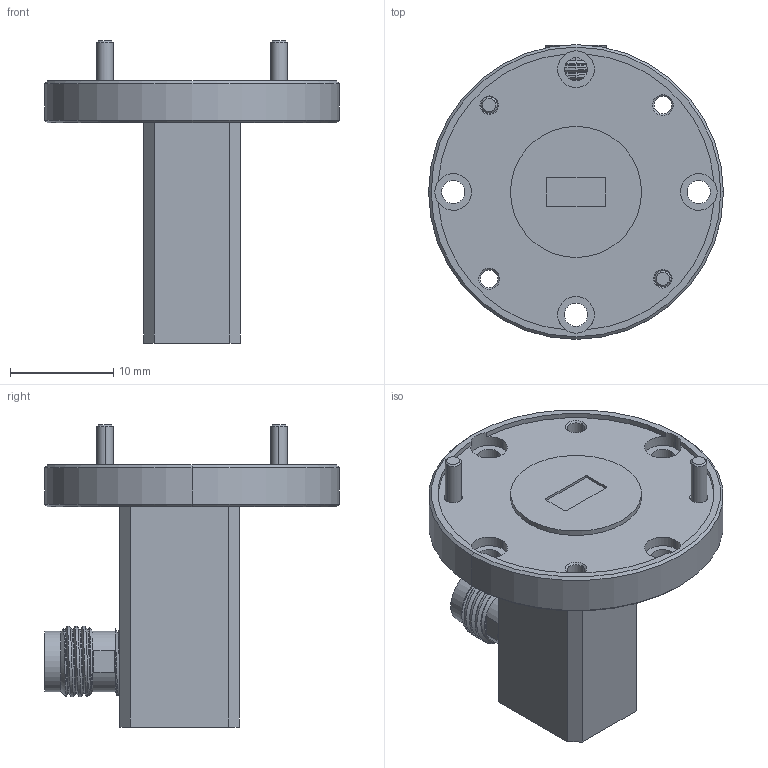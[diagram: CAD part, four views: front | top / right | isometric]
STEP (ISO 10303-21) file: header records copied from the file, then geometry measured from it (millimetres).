
FILE_DESCRIPTION (( 'STEP AP214' ), '1' );
FILE_NAME ('WC-QR-A, Female.STEP', '2023-03-24T20:11:05', ( '' ), ( '' ), 'SwSTEP 2.0', 'SolidWorks 2021', '' );
FILE_SCHEMA (( 'AUTOMOTIVE_DESIGN' ));
Length unit declared in the file: inch
Products named in the file (1): WC-QR-A, Female
Bounding box: 28.57 x 28.57 x 29.27 mm (x, y, z)
Volume: 4727.8 mm3; surface area: 2982.4 mm2
Topology: 3 solids, 3 shells, 131 faces, 321 edges, 204 vertices
Faces by surface type: cylinder 63, plane 36, cone 27, bspline 5
Entity records: 5345 total; most frequent: CARTESIAN_POINT 2190, DIRECTION 661, ORIENTED_EDGE 642, EDGE_CURVE 321, AXIS2_PLACEMENT_3D 263, VERTEX_POINT 204, EDGE_LOOP 155, CIRCLE 136
